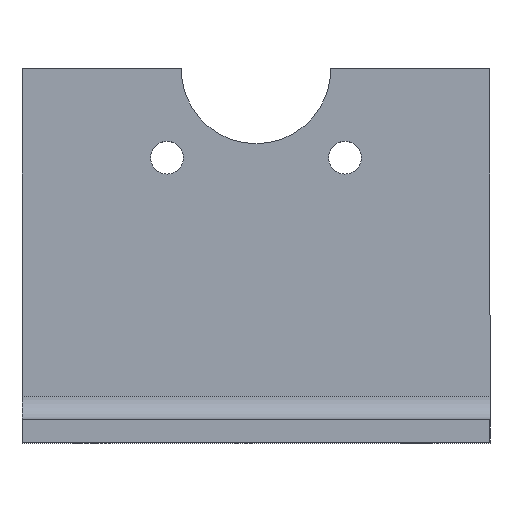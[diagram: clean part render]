
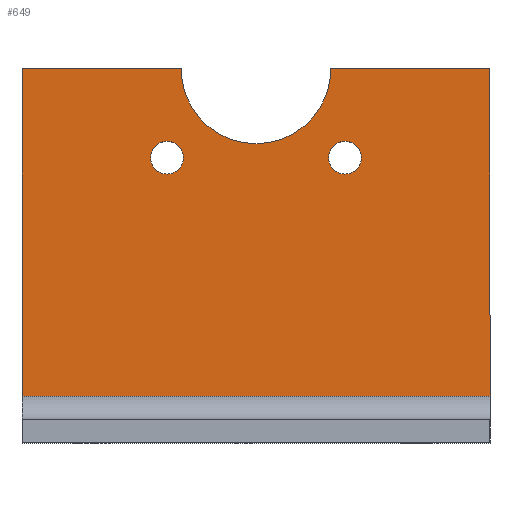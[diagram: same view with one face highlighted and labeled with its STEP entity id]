
A CAD part, top view. The second image highlights one B-rep face of the part: STEP entity #649.
In plain terms, the highlighted planar face has unit normal (0, 0, 1).
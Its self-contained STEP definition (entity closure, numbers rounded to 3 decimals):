
#10 = VERTEX_POINT ( 'NONE', #214 ) ;
#30 = VERTEX_POINT ( 'NONE', #217 ) ;
#33 = VERTEX_POINT ( 'NONE', #236 ) ;
#34 = VERTEX_POINT ( 'NONE', #198 ) ;
#40 = VERTEX_POINT ( 'NONE', #182 ) ;
#44 = VERTEX_POINT ( 'NONE', #170 ) ;
#45 = VERTEX_POINT ( 'NONE', #168 ) ;
#50 = AXIS2_PLACEMENT_3D ( 'NONE', #148, #147, #146 ) ;
#53 = VERTEX_POINT ( 'NONE', #159 ) ;
#54 = VERTEX_POINT ( 'NONE', #158 ) ;
#55 = VERTEX_POINT ( 'NONE', #155 ) ;
#61 = AXIS2_PLACEMENT_3D ( 'NONE', #202, #201, #199 ) ;
#63 = AXIS2_PLACEMENT_3D ( 'NONE', #222, #220, #218 ) ;
#78 = EDGE_CURVE ( 'NONE', #44, #33, #460, .T. ) ;
#82 = EDGE_CURVE ( 'NONE', #45, #10, #466, .T. ) ;
#86 = EDGE_CURVE ( 'NONE', #33, #44, #472, .T. ) ;
#94 = EDGE_CURVE ( 'NONE', #10, #45, #486, .T. ) ;
#95 = EDGE_CURVE ( 'NONE', #53, #40, #488, .T. ) ;
#103 = EDGE_CURVE ( 'NONE', #30, #34, #502, .T. ) ;
#105 = EDGE_CURVE ( 'NONE', #40, #30, #493, .T. ) ;
#112 = EDGE_CURVE ( 'NONE', #55, #54, #518, .T. ) ;
#120 = EDGE_CURVE ( 'NONE', #54, #53, #529, .T. ) ;
#121 = EDGE_CURVE ( 'NONE', #34, #55, #531, .T. ) ;
#146 = DIRECTION ( 'NONE',  ( 1., 0., 0. ) ) ;
#147 = DIRECTION ( 'NONE',  ( 0., 0., 1. ) ) ;
#148 = CARTESIAN_POINT ( 'NONE',  ( 31., 61., 5. ) ) ;
#155 = CARTESIAN_POINT ( 'NONE',  ( 100., 80., 5. ) ) ;
#157 = CARTESIAN_POINT ( 'NONE',  ( 0., 80., 5. ) ) ;
#158 = CARTESIAN_POINT ( 'NONE',  ( 66., 80., 5. ) ) ;
#159 = CARTESIAN_POINT ( 'NONE',  ( 34., 80., 5. ) ) ;
#161 = DIRECTION ( 'NONE',  ( -1., 0., 0. ) ) ;
#168 = CARTESIAN_POINT ( 'NONE',  ( 27.5, 61., 5. ) ) ;
#170 = CARTESIAN_POINT ( 'NONE',  ( 65.5, 61., 5. ) ) ;
#182 = CARTESIAN_POINT ( 'NONE',  ( 0., 80., 5. ) ) ;
#183 = DIRECTION ( 'NONE',  ( 1., 0., 0. ) ) ;
#184 = DIRECTION ( 'NONE',  ( 0., 0., 1. ) ) ;
#185 = CARTESIAN_POINT ( 'NONE',  ( 69., 61., 5. ) ) ;
#198 = CARTESIAN_POINT ( 'NONE',  ( 100., 10., 5. ) ) ;
#199 = DIRECTION ( 'NONE',  ( 1., 0., 0. ) ) ;
#201 = DIRECTION ( 'NONE',  ( 0., 0., 1. ) ) ;
#202 = CARTESIAN_POINT ( 'NONE',  ( 31., 61., 5. ) ) ;
#214 = CARTESIAN_POINT ( 'NONE',  ( 34.5, 61., 5. ) ) ;
#217 = CARTESIAN_POINT ( 'NONE',  ( 0., 10., 5. ) ) ;
#218 = DIRECTION ( 'NONE',  ( 1., 0., 0. ) ) ;
#220 = DIRECTION ( 'NONE',  ( 0., 0., 1. ) ) ;
#222 = CARTESIAN_POINT ( 'NONE',  ( 69., 61., 5. ) ) ;
#236 = CARTESIAN_POINT ( 'NONE',  ( 72.5, 61., 5. ) ) ;
#270 = CARTESIAN_POINT ( 'NONE',  ( 50., 80., 5. ) ) ;
#271 = DIRECTION ( 'NONE',  ( 0., 0., -1. ) ) ;
#272 = DIRECTION ( 'NONE',  ( 1., 0., 0. ) ) ;
#274 = DIRECTION ( 'NONE',  ( 0., 1., 0. ) ) ;
#328 = DIRECTION ( 'NONE',  ( 0., 0., 1. ) ) ;
#330 = CARTESIAN_POINT ( 'NONE',  ( 50., 80., 5. ) ) ;
#332 = PLANE ( 'NONE',  #680 ) ;
#334 = DIRECTION ( 'NONE',  ( 1., 0., 0. ) ) ;
#372 = ORIENTED_EDGE ( 'NONE', *, *, #95, .T. ) ;
#373 = ORIENTED_EDGE ( 'NONE', *, *, #120, .T. ) ;
#374 = ORIENTED_EDGE ( 'NONE', *, *, #112, .T. ) ;
#375 = ORIENTED_EDGE ( 'NONE', *, *, #121, .T. ) ;
#376 = ORIENTED_EDGE ( 'NONE', *, *, #103, .T. ) ;
#377 = ORIENTED_EDGE ( 'NONE', *, *, #105, .T. ) ;
#378 = ORIENTED_EDGE ( 'NONE', *, *, #94, .F. ) ;
#379 = ORIENTED_EDGE ( 'NONE', *, *, #82, .F. ) ;
#380 = ORIENTED_EDGE ( 'NONE', *, *, #86, .F. ) ;
#381 = ORIENTED_EDGE ( 'NONE', *, *, #78, .F. ) ;
#418 = EDGE_LOOP ( 'NONE', ( #379, #378 ) ) ;
#420 = EDGE_LOOP ( 'NONE', ( #381, #380 ) ) ;
#423 = EDGE_LOOP ( 'NONE', ( #377, #376, #375, #374, #373, #372 ) ) ;
#460 = CIRCLE ( 'NONE', #63, 3.5 ) ;
#466 = CIRCLE ( 'NONE', #61, 3.5 ) ;
#472 = CIRCLE ( 'NONE', #708, 3.5 ) ;
#486 = CIRCLE ( 'NONE', #50, 3.5 ) ;
#488 = LINE ( 'NONE', #157, #490 ) ;
#490 = VECTOR ( 'NONE', #161, 1000. ) ;
#493 = LINE ( 'NONE', #727, #509 ) ;
#502 = LINE ( 'NONE', #736, #505 ) ;
#505 = VECTOR ( 'NONE', #728, 1000. ) ;
#509 = VECTOR ( 'NONE', #714, 1000. ) ;
#518 = LINE ( 'NONE', #730, #521 ) ;
#521 = VECTOR ( 'NONE', #737, 1000. ) ;
#529 = CIRCLE ( 'NONE', #663, 16. ) ;
#531 = LINE ( 'NONE', #607, #533 ) ;
#533 = VECTOR ( 'NONE', #274, 1000. ) ;
#557 = FACE_BOUND ( 'NONE', #420, .T. ) ;
#561 = FACE_OUTER_BOUND ( 'NONE', #423, .T. ) ;
#566 = FACE_BOUND ( 'NONE', #418, .T. ) ;
#607 = CARTESIAN_POINT ( 'NONE',  ( 100., 0., 5. ) ) ;
#649 = ADVANCED_FACE ( 'NONE', ( #557, #566, #561 ), #332, .T. ) ;
#663 = AXIS2_PLACEMENT_3D ( 'NONE', #270, #271, #272 ) ;
#680 = AXIS2_PLACEMENT_3D ( 'NONE', #330, #328, #334 ) ;
#708 = AXIS2_PLACEMENT_3D ( 'NONE', #185, #184, #183 ) ;
#714 = DIRECTION ( 'NONE',  ( 0., -1., 0. ) ) ;
#727 = CARTESIAN_POINT ( 'NONE',  ( 0., 0., 5. ) ) ;
#728 = DIRECTION ( 'NONE',  ( 1., 0., 0. ) ) ;
#730 = CARTESIAN_POINT ( 'NONE',  ( 66., 80., 5. ) ) ;
#736 = CARTESIAN_POINT ( 'NONE',  ( 50., 10., 5. ) ) ;
#737 = DIRECTION ( 'NONE',  ( -1., 0., 0. ) ) ;
